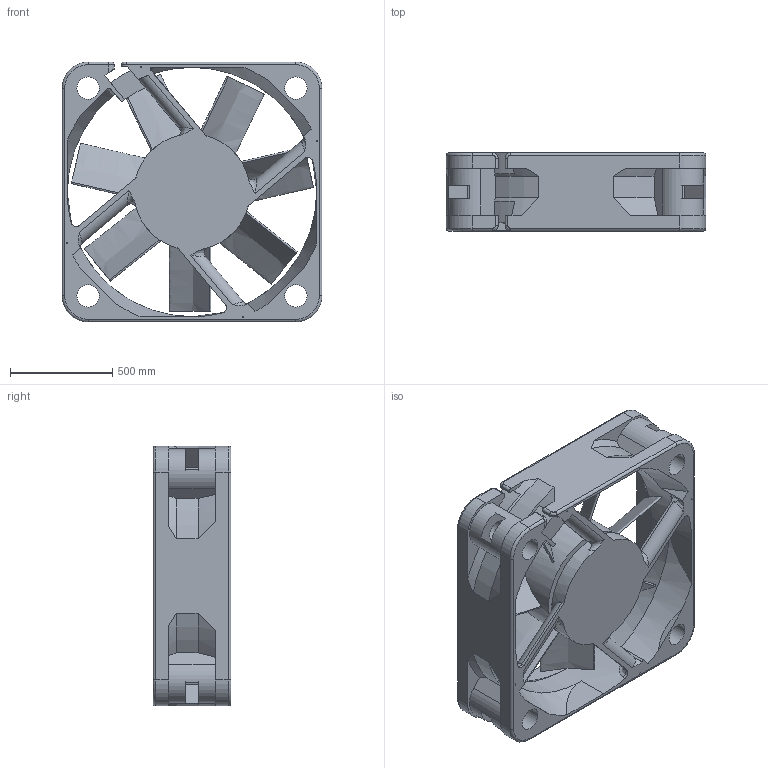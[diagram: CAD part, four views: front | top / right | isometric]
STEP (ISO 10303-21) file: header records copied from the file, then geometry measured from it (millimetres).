
FILE_DESCRIPTION((''),'2;1');
FILE_NAME('410025830001','2020-08-19T',('LIEN.CHEN'),(''),'CREO PARAMETRIC BY PTC INC, 2015080','CREO PARAMETRIC BY PTC INC, 2015080','');
FILE_SCHEMA(('CONFIG_CONTROL_DESIGN'));
Length unit declared in the file: inch
Products named in the file (1): 410025830001
Bounding box: 1270 x 381 x 1270 mm (x, y, z)
Volume: 204839811.6 mm3; surface area: 7928556.1 mm2
Topology: 2 solids, 2 shells, 265 faces, 709 edges, 457 vertices
Faces by surface type: plane 109, cylinder 84, cone 29, bspline 16, extrusion 14, torus 13
Entity records: 10321 total; most frequent: CARTESIAN_POINT 3779, ORIENTED_EDGE 1418, DIRECTION 1263, EDGE_CURVE 709, AXIS2_PLACEMENT_3D 464, VERTEX_POINT 457, VECTOR 335, LINE 321
